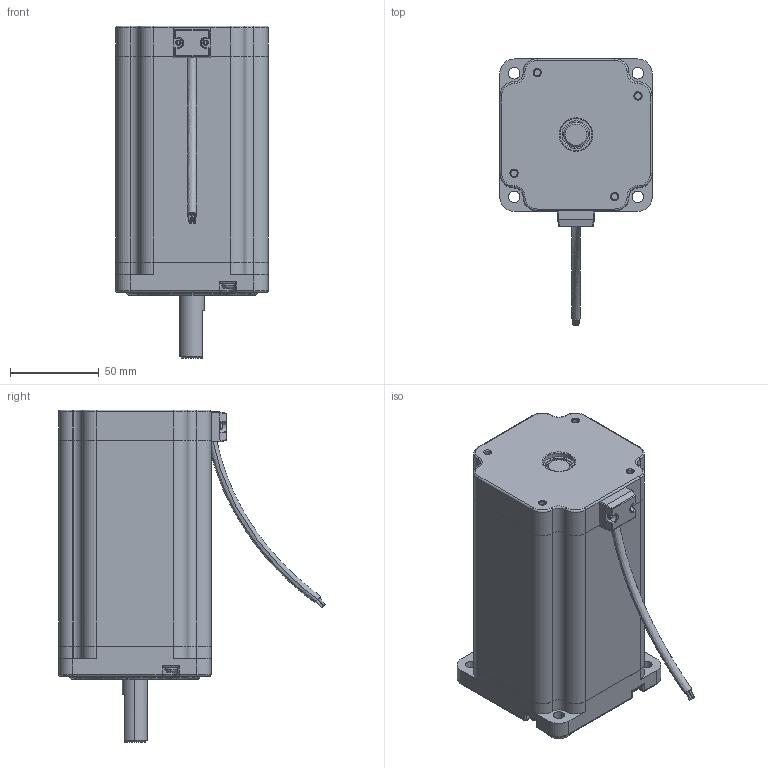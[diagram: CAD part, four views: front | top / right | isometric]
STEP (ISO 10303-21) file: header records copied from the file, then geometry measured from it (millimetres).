
FILE_DESCRIPTION (( 'STEP AP214' ), '1' );
FILE_NAME ('34HS59-5004S.STEP', '2018-03-06T08:41:59', ( '' ), ( '' ), 'SwSTEP 2.0', 'SolidWorks 2014', '' );
FILE_SCHEMA (( 'AUTOMOTIVE_DESIGN' ));
Length unit declared in the file: millimetre
Products named in the file (1): 34HS59-5004S
Bounding box: 85.8 x 150.19 x 187 mm (x, y, z)
Volume: 1005426 mm3; surface area: 66552.9 mm2
Topology: 1 solids, 1 shells, 494 faces, 1290 edges, 806 vertices
Faces by surface type: plane 226, cylinder 181, torus 64, sphere 16, cone 5, bspline 2
Entity records: 22549 total; most frequent: CARTESIAN_POINT 5044, ORIENTED_EDGE 2552, DIRECTION 2519, EDGE_CURVE 1276, AXIS2_PLACEMENT_3D 923, VERTEX_POINT 804, VECTOR 673, LINE 673
